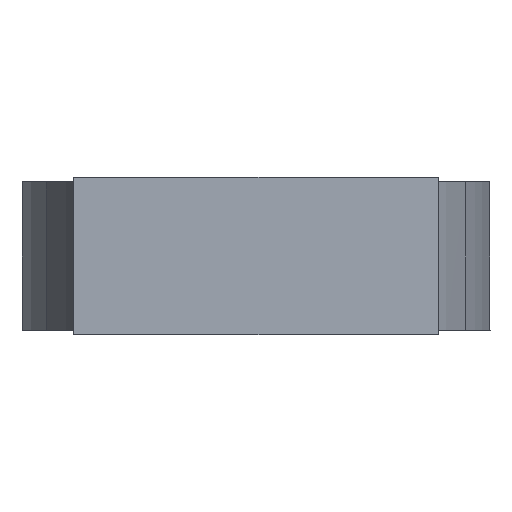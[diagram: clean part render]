
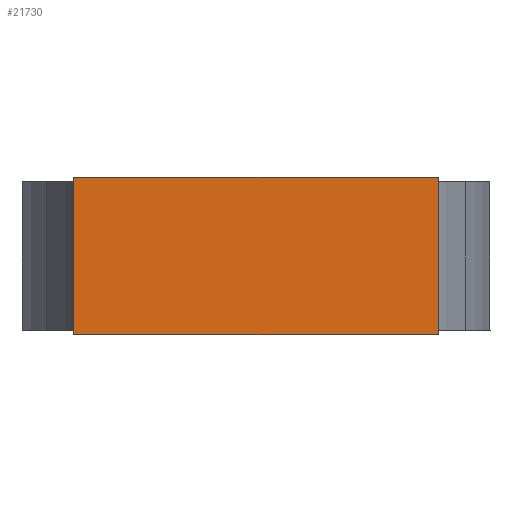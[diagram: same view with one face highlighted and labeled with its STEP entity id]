
A CAD part, front view. The second image highlights one B-rep face of the part: STEP entity #21730.
In plain terms, the highlighted free-form (B-spline) face has degree [1, 1] with [2, 2] control points.
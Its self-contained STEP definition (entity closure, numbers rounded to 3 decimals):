
#21632 = VERTEX_POINT('',#21633);
#21633 = CARTESIAN_POINT('',(-93.641,-226.62,
    -74.193));
#21638 = EDGE_CURVE('',#21639,#21632,#21641,.T.);
#21639 = VERTEX_POINT('',#21640);
#21640 = CARTESIAN_POINT('',(-93.641,-226.62,
    6.483));
#21641 = B_SPLINE_CURVE_WITH_KNOTS('',1,(#21642,#21643),.UNSPECIFIED.,
  .F.,.F.,(2,2),(0.,56.),.PIECEWISE_BEZIER_KNOTS.);
#21642 = CARTESIAN_POINT('',(-93.641,-226.62,
    6.483));
#21643 = CARTESIAN_POINT('',(-93.641,-226.62,
    -74.193));
#21666 = VERTEX_POINT('',#21667);
#21667 = CARTESIAN_POINT('',(93.641,-226.62,
    -74.193));
#21672 = EDGE_CURVE('',#21632,#21666,#21673,.T.);
#21673 = B_SPLINE_CURVE_WITH_KNOTS('',1,(#21674,#21675),.UNSPECIFIED.,
  .F.,.F.,(2,2),(-130.,0.),.PIECEWISE_BEZIER_KNOTS.);
#21674 = CARTESIAN_POINT('',(-93.641,-226.62,
    -74.193));
#21675 = CARTESIAN_POINT('',(93.641,-226.62,
    -74.193));
#21694 = VERTEX_POINT('',#21695);
#21695 = CARTESIAN_POINT('',(93.641,-226.62,
    6.483));
#21700 = EDGE_CURVE('',#21666,#21694,#21701,.T.);
#21701 = B_SPLINE_CURVE_WITH_KNOTS('',1,(#21702,#21703),.UNSPECIFIED.,
  .F.,.F.,(2,2),(-56.,0.),.PIECEWISE_BEZIER_KNOTS.);
#21702 = CARTESIAN_POINT('',(93.641,-226.62,
    -74.193));
#21703 = CARTESIAN_POINT('',(93.641,-226.62,
    6.483));
#21720 = EDGE_CURVE('',#21694,#21639,#21721,.T.);
#21721 = B_SPLINE_CURVE_WITH_KNOTS('',1,(#21722,#21723),.UNSPECIFIED.,
  .F.,.F.,(2,2),(0.,130.),.PIECEWISE_BEZIER_KNOTS.);
#21722 = CARTESIAN_POINT('',(93.641,-226.62,
    6.483));
#21723 = CARTESIAN_POINT('',(-93.641,-226.62,
    6.483));
#21730 = ADVANCED_FACE('',(#21731),#21737,.F.);
#21731 = FACE_BOUND('',#21732,.T.);
#21732 = EDGE_LOOP('',(#21733,#21734,#21735,#21736));
#21733 = ORIENTED_EDGE('',*,*,#21638,.T.);
#21734 = ORIENTED_EDGE('',*,*,#21672,.T.);
#21735 = ORIENTED_EDGE('',*,*,#21700,.T.);
#21736 = ORIENTED_EDGE('',*,*,#21720,.T.);
#21737 = B_SPLINE_SURFACE_WITH_KNOTS('',1,1,(
    (#21738,#21739)
    ,(#21740,#21741
  )),.UNSPECIFIED.,.F.,.F.,.F.,(2,2),(2,2),(-51.5,4.5),(-65.,
    65.),.PIECEWISE_BEZIER_KNOTS.);
#21738 = CARTESIAN_POINT('',(-93.641,-226.62,
    -74.193));
#21739 = CARTESIAN_POINT('',(93.641,-226.62,
    -74.193));
#21740 = CARTESIAN_POINT('',(-93.641,-226.62,
    6.483));
#21741 = CARTESIAN_POINT('',(93.641,-226.62,
    6.483));
